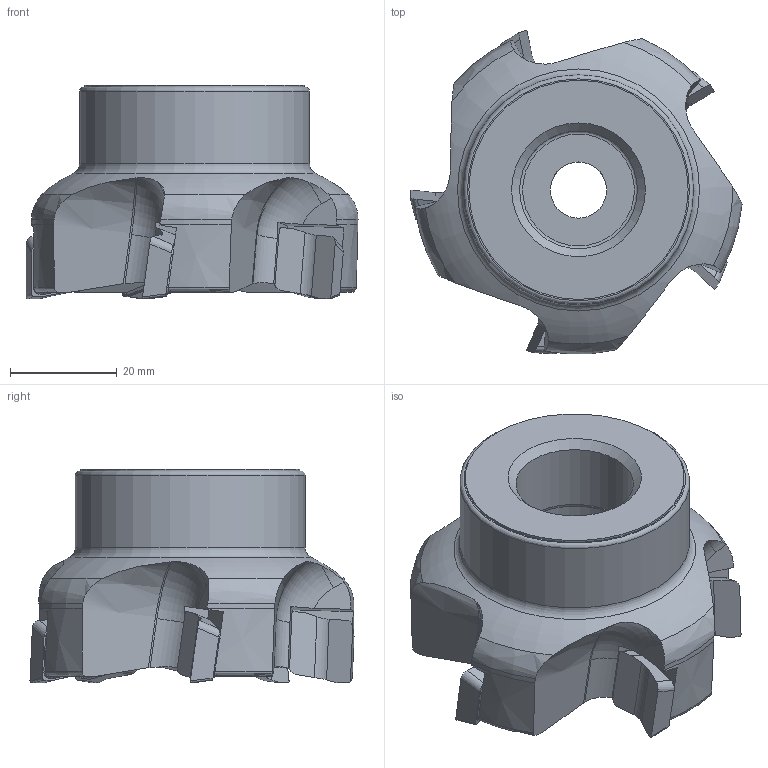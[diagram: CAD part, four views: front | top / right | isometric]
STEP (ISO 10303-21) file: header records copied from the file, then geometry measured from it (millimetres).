
FILE_DESCRIPTION(/* description */ (''),/* implementation_level */ '2;1');
FILE_NAME(/* name */ 'toolassembly_1.stp',/* time_stamp */ '2019-10-02T13:38:43+02:00',/* author */ (''),/* organization */ ('SMS'),/* preprocessor_version */ 'ST-DEVELOPER v16.7',/* originating_system */ 'SIEMENS PLM Software NX 12.0',/* authorisation */ '');
FILE_SCHEMA (('AUTOMOTIVE_DESIGN { 1 0 10303 214 3 1 1 1 }'));
Length unit declared in the file: millimetre
Products named in the file (4): CUT_20191002133805; NOCUT_20191002133743; ASSEMBLY_CONSTRUCTION; TOOLASSEMBLY_1
Assembly tree (7 placements, depth 2):
  TOOLASSEMBLY_1
    ASSEMBLY_CONSTRUCTION
    NOCUT_20191002133743
    CUT_20191002133805  x5
Bounding box: 62.07 x 60.59 x 40 mm (x, y, z)
Volume: 56386.2 mm3; surface area: 14918.7 mm2
Topology: 6 solids, 6 shells, 220 faces, 598 edges, 416 vertices
Faces by surface type: plane 110, cylinder 46, cone 33, torus 15, bspline 10, revolution 6
Full cylindrical faces by diameter (mm): 10.5 x1, 14.2 x1, 22.011 x1, 22.5 x1, 41 x1, 43 x1
Entity records: 4919 total; most frequent: CARTESIAN_POINT 1883, ORIENTED_EDGE 620, DIRECTION 547, EDGE_CURVE 310, AXIS2_PLACEMENT_3D 229, VERTEX_POINT 213, EDGE_LOOP 141, ADVANCED_FACE 120
